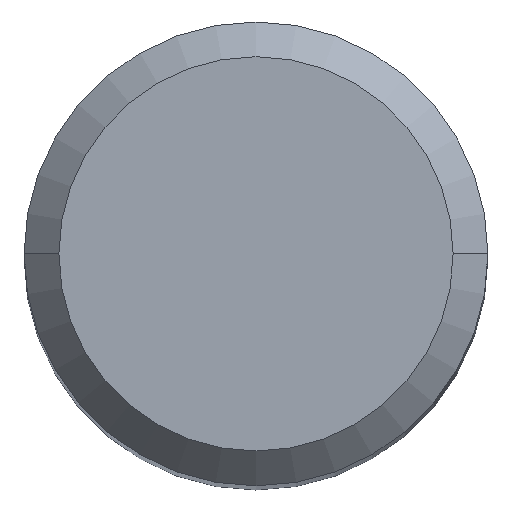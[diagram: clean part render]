
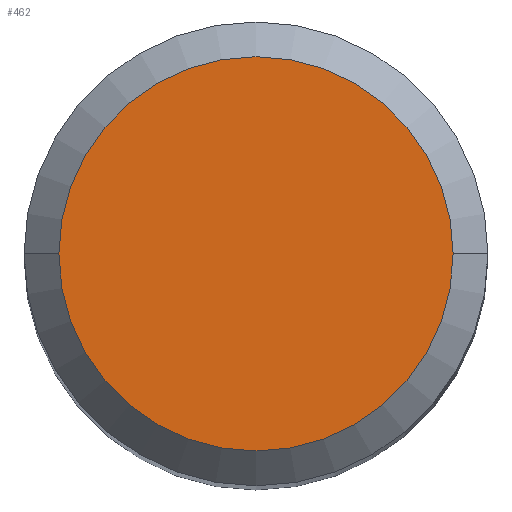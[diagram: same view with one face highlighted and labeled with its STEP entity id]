
A CAD part, top view. The second image highlights one B-rep face of the part: STEP entity #462.
In plain terms, the highlighted planar face has unit normal (0, 0, 1).
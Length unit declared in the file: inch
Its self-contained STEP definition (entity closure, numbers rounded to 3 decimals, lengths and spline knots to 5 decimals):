
#5 = EDGE_CURVE ( 'NONE', #71, #396, #48, .T. ) ;
#11 = CARTESIAN_POINT ( 'NONE',  ( 0., 0., 0. ) ) ;
#26 = DIRECTION ( 'NONE',  ( 1., 0., 0. ) ) ;
#30 = EDGE_LOOP ( 'NONE', ( #139, #194 ) ) ;
#32 = AXIS2_PLACEMENT_3D ( 'NONE', #96, #123, #26 ) ;
#48 = CIRCLE ( 'NONE', #32, 0.13387 ) ;
#50 = CARTESIAN_POINT ( 'NONE',  ( 0., 0., 0. ) ) ;
#71 = VERTEX_POINT ( 'NONE', #166 ) ;
#96 = CARTESIAN_POINT ( 'NONE',  ( 0., 0., 0. ) ) ;
#113 = DIRECTION ( 'NONE',  ( 1., 0., 0. ) ) ;
#123 = DIRECTION ( 'NONE',  ( 0., 0., 1. ) ) ;
#139 = ORIENTED_EDGE ( 'NONE', *, *, #279, .T. ) ;
#166 = CARTESIAN_POINT ( 'NONE',  ( 0.13387, 0., 0. ) ) ;
#188 = DIRECTION ( 'NONE',  ( 0., 0., -1. ) ) ;
#192 = DIRECTION ( 'NONE',  ( -1., 0., 0. ) ) ;
#194 = ORIENTED_EDGE ( 'NONE', *, *, #5, .T. ) ;
#211 = CARTESIAN_POINT ( 'NONE',  ( -0.13387, 0., 0. ) ) ;
#230 = PLANE ( 'NONE',  #264 ) ;
#264 = AXIS2_PLACEMENT_3D ( 'NONE', #50, #188, #192 ) ;
#279 = EDGE_CURVE ( 'NONE', #396, #71, #447, .T. ) ;
#329 = AXIS2_PLACEMENT_3D ( 'NONE', #11, #409, #113 ) ;
#373 = FACE_OUTER_BOUND ( 'NONE', #30, .T. ) ;
#396 = VERTEX_POINT ( 'NONE', #211 ) ;
#409 = DIRECTION ( 'NONE',  ( 0., 0., 1. ) ) ;
#447 = CIRCLE ( 'NONE', #329, 0.13387 ) ;
#462 = ADVANCED_FACE ( 'NONE', ( #373 ), #230, .F. ) ;
